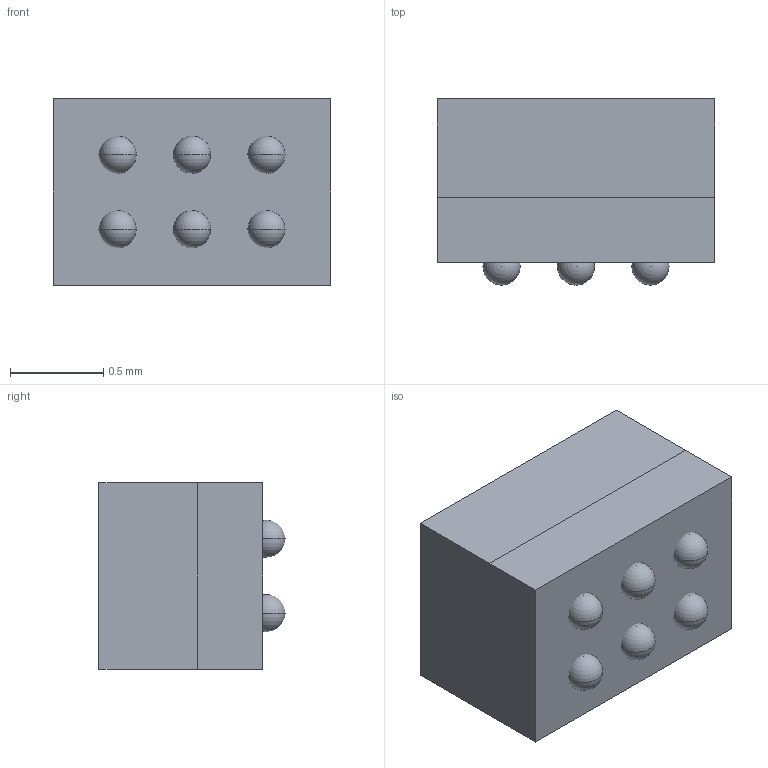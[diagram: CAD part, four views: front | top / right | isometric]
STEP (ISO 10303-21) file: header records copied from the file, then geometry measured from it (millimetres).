
FILE_DESCRIPTION (( 'STEP AP214' ), '1' );
FILE_NAME ( '6-WLCSP.STEP', '2017-09-12T20:07:13', ( '' ), ( '' ), 'Part was generated with the free Library Expert Lite available at www.PCBLibraries.com. Removing line will violate the End User License Agreement.', '©2017 PCB Libraries, Inc.', '' );
FILE_SCHEMA (( 'AUTOMOTIVE_DESIGN' ));
Length unit declared in the file: millimetre
Products named in the file (1): 6-WLCSP
Bounding box: 1.49 x 1 x 1 mm (x, y, z)
Volume: 1.3 mm3; surface area: 11.1 mm2
Topology: 8 solids, 8 shells, 27 faces, 72 edges, 50 vertices
Faces by surface type: plane 13, sphere 12, torus 2
Entity records: 806 total; most frequent: DIRECTION 116, CARTESIAN_POINT 102, ORIENTED_EDGE 84, AXIS2_PLACEMENT_3D 46, EDGE_CURVE 42, STYLED_ITEM 36, PRESENTATION_LAYER_ASSIGNMENT 36, MECHANICAL_DESIGN_GEOMETRIC_PRESENTATION_REPRESENTATION 36
